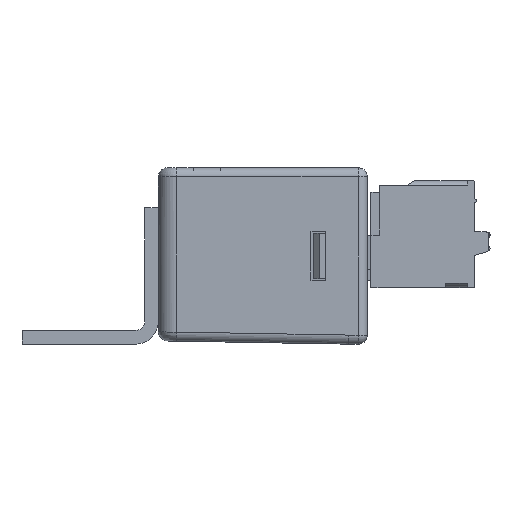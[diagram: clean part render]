
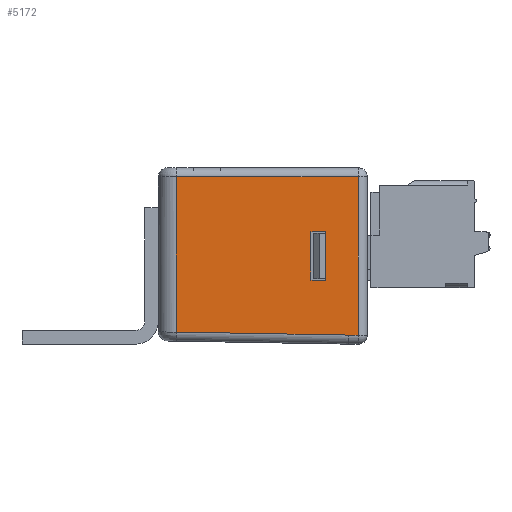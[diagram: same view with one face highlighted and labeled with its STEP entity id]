
A CAD part, left-side view. The second image highlights one B-rep face of the part: STEP entity #5172.
In plain terms, the highlighted planar face has unit normal (-1, 0, 0).
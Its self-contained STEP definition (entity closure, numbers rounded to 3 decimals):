
#5172=ADVANCED_FACE('',(#10368,#10369),#7622,.F.);
#7622=PLANE('',#50409);
#10368=FACE_BOUND('',#11559,.T.);
#10369=FACE_BOUND('',#11560,.T.);
#11559=EDGE_LOOP('',(#18746,#18747,#18748,#18749));
#11560=EDGE_LOOP('',(#18750,#18751,#18752,#18753,#18754));
#18746=ORIENTED_EDGE('',*,*,#34429,.F.);
#18747=ORIENTED_EDGE('',*,*,#34393,.F.);
#18748=ORIENTED_EDGE('',*,*,#34396,.F.);
#18749=ORIENTED_EDGE('',*,*,#34399,.T.);
#18750=ORIENTED_EDGE('',*,*,#34353,.T.);
#18751=ORIENTED_EDGE('',*,*,#34420,.T.);
#18752=ORIENTED_EDGE('',*,*,#33770,.T.);
#18753=ORIENTED_EDGE('',*,*,#33799,.T.);
#18754=ORIENTED_EDGE('',*,*,#34416,.T.);
#28589=VERTEX_POINT('',#72508);
#28597=VERTEX_POINT('',#72531);
#28603=VERTEX_POINT('',#72551);
#28963=VERTEX_POINT('',#74376);
#28964=VERTEX_POINT('',#74378);
#28987=VERTEX_POINT('',#74474);
#28990=VERTEX_POINT('',#74479);
#28992=VERTEX_POINT('',#74485);
#28994=VERTEX_POINT('',#74491);
#33770=EDGE_CURVE('',#28597,#28589,#40369,.T.);
#33799=EDGE_CURVE('',#28589,#28603,#40390,.T.);
#34353=EDGE_CURVE('',#28964,#28963,#40828,.T.);
#34393=EDGE_CURVE('',#28990,#28987,#40853,.T.);
#34396=EDGE_CURVE('',#28992,#28990,#40856,.T.);
#34399=EDGE_CURVE('',#28992,#28994,#40859,.T.);
#34416=EDGE_CURVE('',#28603,#28964,#40872,.T.);
#34420=EDGE_CURVE('',#28963,#28597,#40876,.T.);
#34429=EDGE_CURVE('',#28987,#28994,#40885,.T.);
#40369=LINE('',#72530,#45641);
#40390=LINE('',#72588,#45662);
#40828=LINE('',#74377,#46138);
#40853=LINE('',#74480,#46163);
#40856=LINE('',#74486,#46166);
#40859=LINE('',#74492,#46169);
#40872=LINE('',#74523,#46182);
#40876=LINE('',#74530,#46186);
#40885=LINE('',#74547,#46195);
#45641=VECTOR('',#56934,1.);
#45662=VECTOR('',#56995,1.);
#46138=VECTOR('',#57917,1.);
#46163=VECTOR('',#57996,1.);
#46166=VECTOR('',#58001,1.);
#46169=VECTOR('',#58006,1.);
#46182=VECTOR('',#58035,1.);
#46186=VECTOR('',#58045,1.);
#46195=VECTOR('',#58058,1.);
#50409=AXIS2_PLACEMENT_3D('',#74549,#58061,#58062);
#56934=DIRECTION('',(0.,-1.,0.));
#56995=DIRECTION('',(0.,0.,1.));
#57917=DIRECTION('',(0.,0.,-1.));
#57996=DIRECTION('',(0.,-1.,0.));
#58001=DIRECTION('',(0.,0.,-1.));
#58006=DIRECTION('',(0.,-1.,0.));
#58035=DIRECTION('',(0.,1.,0.));
#58045=DIRECTION('',(0.,-1.,-0.017));
#58058=DIRECTION('',(0.,0.,1.));
#58061=DIRECTION('',(1.,0.,0.));
#58062=DIRECTION('',(0.,0.,1.));
#72508=CARTESIAN_POINT('',(-252.94,-98.987,1.));
#72530=CARTESIAN_POINT('',(-252.94,-77.987,1.));
#72531=CARTESIAN_POINT('',(-252.94,-97.887,1.));
#72551=CARTESIAN_POINT('',(-252.94,-98.987,18.4));
#72588=CARTESIAN_POINT('',(-252.94,-98.987,19.4));
#74376=CARTESIAN_POINT('',(-252.94,-78.987,1.33));
#74377=CARTESIAN_POINT('',(-252.94,-78.987,19.4));
#74378=CARTESIAN_POINT('',(-252.94,-78.987,18.4));
#74474=CARTESIAN_POINT('',(-252.94,-95.387,7.056));
#74479=CARTESIAN_POINT('',(-252.94,-93.787,7.056));
#74480=CARTESIAN_POINT('',(-252.94,-98.387,7.056));
#74485=CARTESIAN_POINT('',(-252.94,-93.787,12.356));
#74486=CARTESIAN_POINT('',(-252.94,-93.787,9.706));
#74491=CARTESIAN_POINT('',(-252.94,-95.387,12.356));
#74492=CARTESIAN_POINT('',(-252.94,-93.687,12.356));
#74523=CARTESIAN_POINT('',(-252.94,-78.987,18.4));
#74530=CARTESIAN_POINT('',(-252.94,-77.672,1.353));
#74547=CARTESIAN_POINT('',(-252.94,-95.387,12.54));
#74549=CARTESIAN_POINT('',(-252.94,-77.987,19.4));
